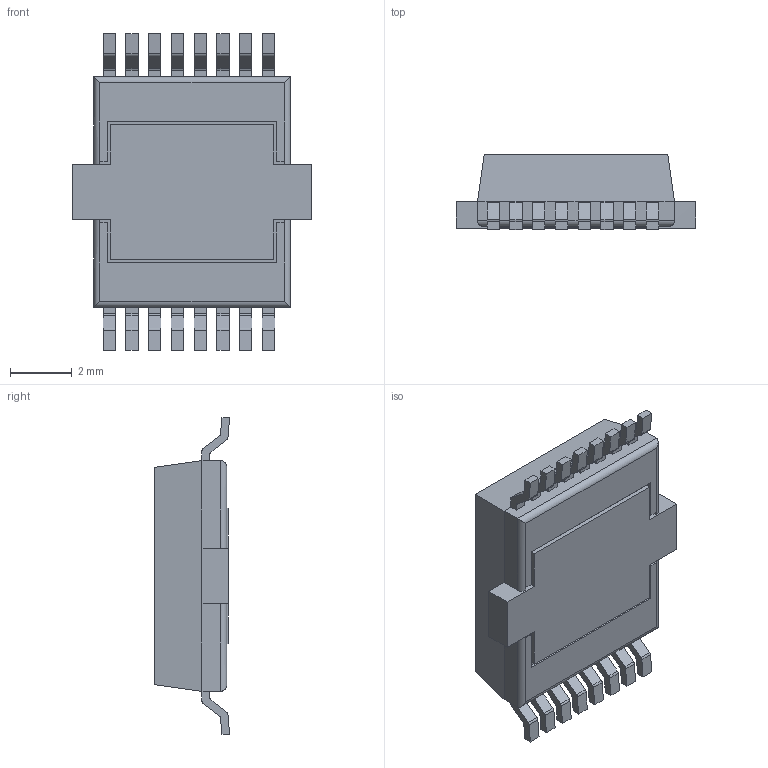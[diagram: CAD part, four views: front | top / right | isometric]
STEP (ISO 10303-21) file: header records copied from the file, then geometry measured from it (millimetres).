
FILE_DESCRIPTION (( 'STEP AP214' ), '1' );
FILE_NAME ('IFX9201SGAUMA1.STEP', '2021-07-15T13:25:10', ( '' ), ( '' ), 'SwSTEP 2.0', 'SolidWorks 2018', '' );
FILE_SCHEMA (( 'AUTOMOTIVE_DESIGN' ));
Length unit declared in the file: millimetre
Products named in the file (2): IFX9201SGAUMA1
Bounding box: 7.8 x 2.45 x 10.3 mm (x, y, z)
Volume: 114 mm3; surface area: 209.2 mm2
Topology: 3 solids, 3 shells, 267 faces, 731 edges, 472 vertices
Faces by surface type: plane 193, cylinder 73, sphere 1
Full cylindrical faces by diameter (mm): 0.529 x1, 2 x2
Entity records: 11367 total; most frequent: CARTESIAN_POINT 1539, ORIENTED_EDGE 1454, DIRECTION 1400, EDGE_CURVE 727, VECTOR 584, LINE 584, VERTEX_POINT 471, AXIS2_PLACEMENT_3D 408
